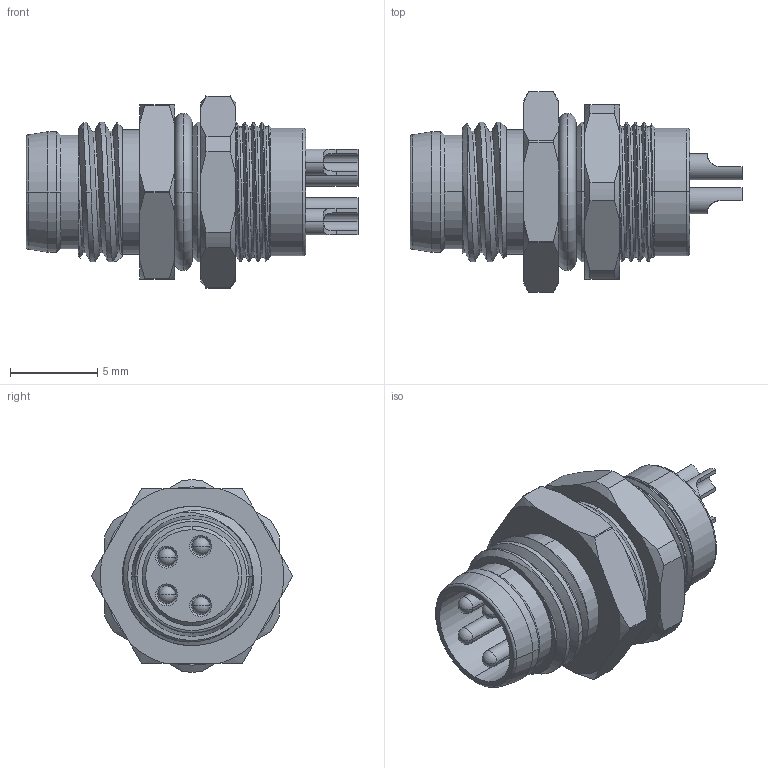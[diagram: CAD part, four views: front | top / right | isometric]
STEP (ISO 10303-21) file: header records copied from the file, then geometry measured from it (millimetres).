
FILE_DESCRIPTION((''),'2;1');
FILE_NAME('SHELL15_4','2025-09-21T',('gongcheng16'),(''),'PRO/ENGINEER BY PARAMETRIC TECHNOLOGY CORPORATION, 2010280','PRO/ENGINEER BY PARAMETRIC TECHNOLOGY CORPORATION, 2010280','');
FILE_SCHEMA(('CONFIG_CONTROL_DESIGN'));
Length unit declared in the file: millimetre
Products named in the file (1): SHELL15_4
Bounding box: 19 x 11.5 x 10.99 mm (x, y, z)
Volume: 328.3 mm3; surface area: 2036 mm2
Topology: 1 solids, 9 shells, 348 faces, 822 edges, 505 vertices
Faces by surface type: cylinder 152, cone 88, plane 70, bspline 18, torus 12, sphere 8
Entity records: 14642 total; most frequent: CARTESIAN_POINT 6704, DIRECTION 1679, ORIENTED_EDGE 1612, EDGE_CURVE 806, AXIS2_PLACEMENT_3D 686, VERTEX_POINT 505, EDGE_LOOP 391, CIRCLE 355
